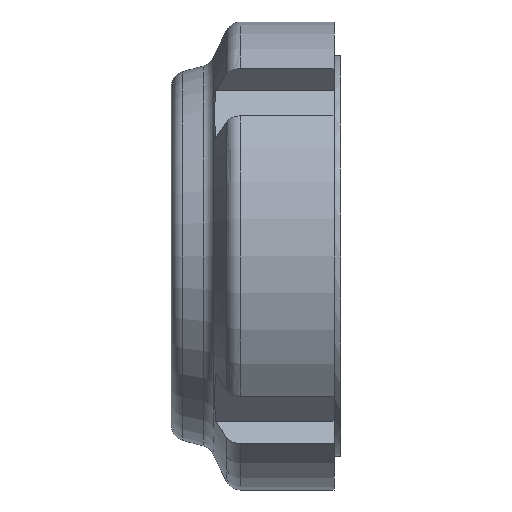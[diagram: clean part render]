
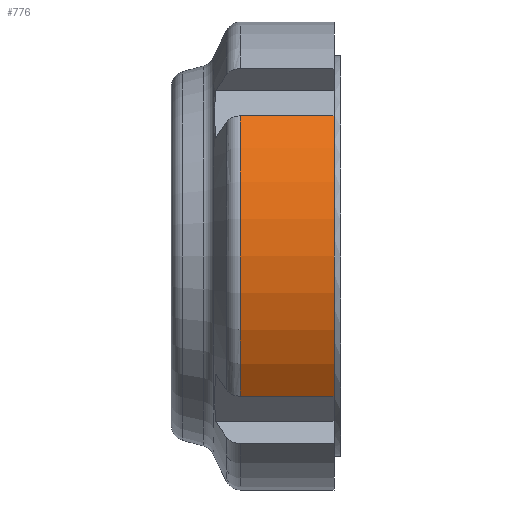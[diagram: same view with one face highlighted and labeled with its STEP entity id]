
A CAD part, front view. The second image highlights one B-rep face of the part: STEP entity #776.
In plain terms, the highlighted cylindrical face has radius 10.5 mm (diameter 21 mm), a partial arc.
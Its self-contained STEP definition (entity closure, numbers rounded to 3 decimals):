
#42=CARTESIAN_POINT('',(-4.2,-8.409,6.288));
#43=VERTEX_POINT('',#42);
#66=CARTESIAN_POINT('',(-0.,-8.409,6.288));
#67=VERTEX_POINT('',#66);
#68=CARTESIAN_POINT('',(-12344.7,-8.409,6.288));
#69=DIRECTION('',(1.,0.,-0.));
#70=VECTOR('',#69,24690.);
#71=LINE('',#68,#70);
#72=EDGE_CURVE('',#43,#67,#71,.T.);
#637=CARTESIAN_POINT('',(-4.2,-8.409,-6.288));
#638=VERTEX_POINT('',#637);
#661=CARTESIAN_POINT('',(-4.2,0.,0.));
#662=DIRECTION('',(1.,0.,-0.));
#663=DIRECTION('',(-0.,0.,-1.));
#664=AXIS2_PLACEMENT_3D('',#661,#662,#663);
#665=CIRCLE('',#664,10.5);
#666=EDGE_CURVE('',#43,#638,#665,.T.);
#752=CARTESIAN_POINT('',(0.3,0.,0.));
#753=DIRECTION('',(-1.,-0.,0.));
#754=DIRECTION('',(-0.,0.,-1.));
#755=AXIS2_PLACEMENT_3D('',#752,#753,#754);
#756=CYLINDRICAL_SURFACE('',#755,10.5);
#757=CARTESIAN_POINT('',(0.,-8.409,-6.288));
#758=VERTEX_POINT('',#757);
#759=CARTESIAN_POINT('',(12345.3,-8.409,-6.288));
#760=DIRECTION('',(-1.,-0.,0.));
#761=VECTOR('',#760,24690.);
#762=LINE('',#759,#761);
#763=EDGE_CURVE('',#758,#638,#762,.T.);
#764=ORIENTED_EDGE('',*,*,#763,.F.);
#765=CARTESIAN_POINT('',(0.,0.,0.));
#766=DIRECTION('',(1.,0.,-0.));
#767=DIRECTION('',(-0.,0.,-1.));
#768=AXIS2_PLACEMENT_3D('',#765,#766,#767);
#769=CIRCLE('',#768,10.5);
#770=EDGE_CURVE('',#67,#758,#769,.T.);
#771=ORIENTED_EDGE('',*,*,#770,.F.);
#772=ORIENTED_EDGE('',*,*,#72,.F.);
#773=ORIENTED_EDGE('',*,*,#666,.T.);
#774=EDGE_LOOP('',(#764,#771,#772,#773));
#775=FACE_BOUND('',#774,.T.);
#776=ADVANCED_FACE('',(#775),#756,.T.);
